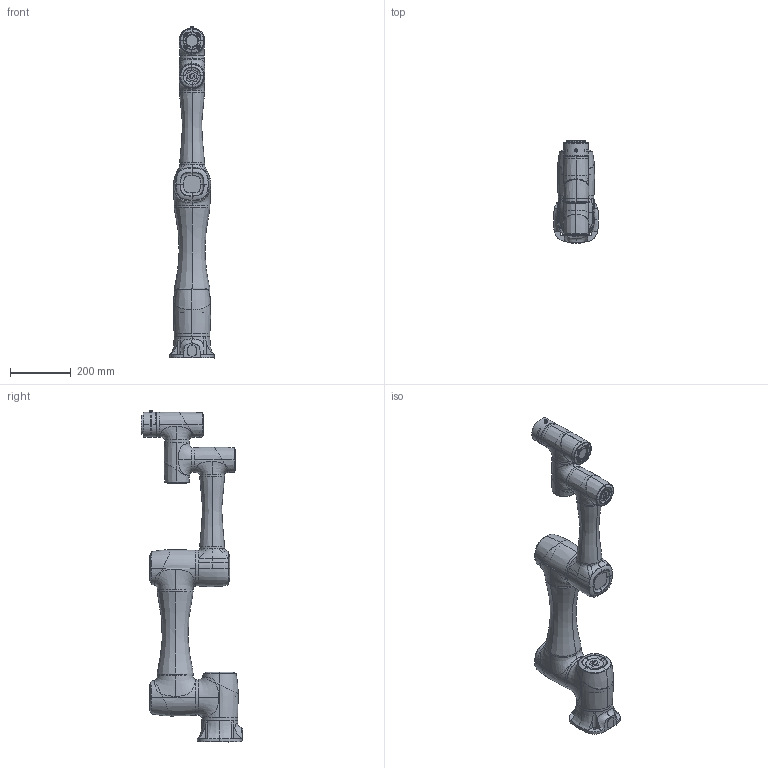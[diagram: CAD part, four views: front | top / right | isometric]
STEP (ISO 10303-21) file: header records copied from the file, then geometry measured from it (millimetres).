
FILE_DESCRIPTION((''),'2;1');
FILE_NAME('CR5V_ASM','2025-10-22T21:20:33',('lw'),(''),'CREO PARAMETRIC BY PTC INC, 2024153','CREO PARAMETRIC BY PTC INC, 2024153','');
FILE_SCHEMA(('CONFIG_CONTROL_DESIGN'));
Products named in the file (8): BASE__5_CR5-MODLE_2__CR5-MODLE; CR5_J1; CR5_J2; CR5_J3; CR5_J4; CR5_J5; CR5AF-J6-XJ_2; CR5V_ASM
Assembly tree (8 placements, depth 2):
  CR5V_ASM
    BASE__5_CR5-MODLE_2__CR5-MODLE
    CR5_J1
    CR5_J2
    CR5_J3
    CR5_J4  x2
    CR5_J5
    CR5AF-J6-XJ_2
Bounding box: 148 x 335.1 x 1096 mm (x, y, z)
Volume: 13207064.4 mm3; surface area: 1036552.5 mm2
Topology: 15 solids, 48 shells, 1291 faces, 3032 edges, 1903 vertices
Faces by surface type: plane 389, bspline 330, cylinder 261, extrusion 217, cone 77, torus 8, sphere 7, revolution 2
Entity records: 70498 total; most frequent: CARTESIAN_POINT 45806, ORIENTED_EDGE 5522, DIRECTION 3901, EDGE_CURVE 2761, VERTEX_POINT 1746, EDGE_LOOP 1329, AXIS2_PLACEMENT_3D 1323, B_SPLINE_CURVE_WITH_KNOTS 1265
